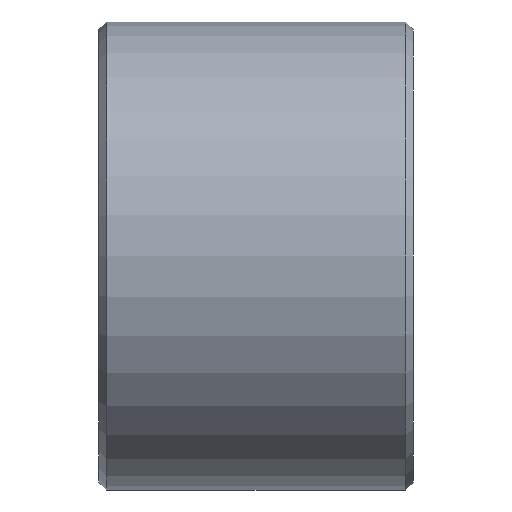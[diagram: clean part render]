
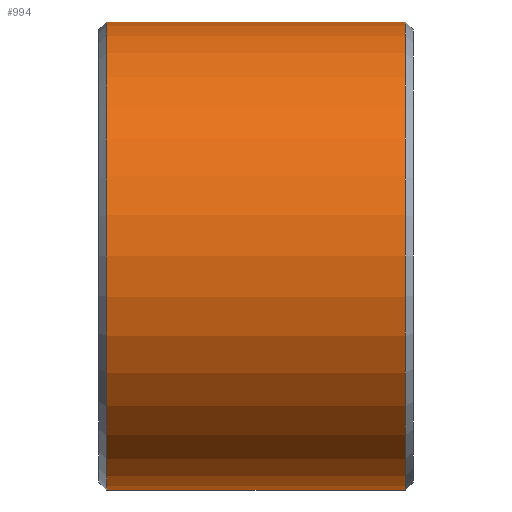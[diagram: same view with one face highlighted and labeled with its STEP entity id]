
A CAD part, left-side view. The second image highlights one B-rep face of the part: STEP entity #994.
In plain terms, the highlighted cylindrical face has radius 2.975 mm (diameter 5.95 mm), a partial arc.
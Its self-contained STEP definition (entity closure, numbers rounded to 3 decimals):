
#207 = DIRECTION ( 'NONE',  ( 0., -1., 0. ) ) ;
#267 = VECTOR ( 'NONE', #3552, 1000. ) ;
#372 = FACE_OUTER_BOUND ( 'NONE', #1669, .T. ) ;
#480 = DIRECTION ( 'NONE',  ( 0., -1., 0. ) ) ;
#583 = CARTESIAN_POINT ( 'NONE',  ( 0., -1.9, -2.975 ) ) ;
#696 = AXIS2_PLACEMENT_3D ( 'NONE', #1236, #2440, #3285 ) ;
#734 = ORIENTED_EDGE ( 'NONE', *, *, #2594, .F. ) ;
#753 = CARTESIAN_POINT ( 'NONE',  ( 0., 2., 0. ) ) ;
#814 = DIRECTION ( 'NONE',  ( 0., -1., 0. ) ) ;
#958 = CYLINDRICAL_SURFACE ( 'NONE', #3754, 2.975 ) ;
#961 = AXIS2_PLACEMENT_3D ( 'NONE', #3719, #207, #2235 ) ;
#994 = ADVANCED_FACE ( 'NONE', ( #372 ), #958, .T. ) ;
#1236 = CARTESIAN_POINT ( 'NONE',  ( 0., -1.9, 0. ) ) ;
#1261 = EDGE_CURVE ( 'NONE', #1507, #2006, #2310, .T. ) ;
#1265 = ORIENTED_EDGE ( 'NONE', *, *, #1261, .T. ) ;
#1380 = EDGE_CURVE ( 'NONE', #3671, #3291, #1825, .T. ) ;
#1507 = VERTEX_POINT ( 'NONE', #3388 ) ;
#1572 = EDGE_CURVE ( 'NONE', #2006, #3671, #2582, .T. ) ;
#1641 = DIRECTION ( 'NONE',  ( 0., 0., -1. ) ) ;
#1669 = EDGE_LOOP ( 'NONE', ( #734, #1265, #3624, #3523 ) ) ;
#1700 = CARTESIAN_POINT ( 'NONE',  ( 0., 2., 2.975 ) ) ;
#1825 = CIRCLE ( 'NONE', #696, 2.975 ) ;
#1977 = CARTESIAN_POINT ( 'NONE',  ( 0., -1.9, 2.975 ) ) ;
#2006 = VERTEX_POINT ( 'NONE', #2989 ) ;
#2235 = DIRECTION ( 'NONE',  ( 0., 0., 1. ) ) ;
#2304 = VECTOR ( 'NONE', #814, 1000. ) ;
#2310 = CIRCLE ( 'NONE', #961, 2.975 ) ;
#2404 = LINE ( 'NONE', #1700, #2304 ) ;
#2440 = DIRECTION ( 'NONE',  ( 0., 1., 0. ) ) ;
#2582 = LINE ( 'NONE', #2655, #267 ) ;
#2594 = EDGE_CURVE ( 'NONE', #1507, #3291, #2404, .T. ) ;
#2655 = CARTESIAN_POINT ( 'NONE',  ( 0., 2., -2.975 ) ) ;
#2989 = CARTESIAN_POINT ( 'NONE',  ( 0., 1.9, -2.975 ) ) ;
#3285 = DIRECTION ( 'NONE',  ( 0., 0., 1. ) ) ;
#3291 = VERTEX_POINT ( 'NONE', #1977 ) ;
#3388 = CARTESIAN_POINT ( 'NONE',  ( 0., 1.9, 2.975 ) ) ;
#3523 = ORIENTED_EDGE ( 'NONE', *, *, #1380, .T. ) ;
#3552 = DIRECTION ( 'NONE',  ( 0., -1., 0. ) ) ;
#3624 = ORIENTED_EDGE ( 'NONE', *, *, #1572, .T. ) ;
#3671 = VERTEX_POINT ( 'NONE', #583 ) ;
#3719 = CARTESIAN_POINT ( 'NONE',  ( 0., 1.9, 0. ) ) ;
#3754 = AXIS2_PLACEMENT_3D ( 'NONE', #753, #480, #1641 ) ;
